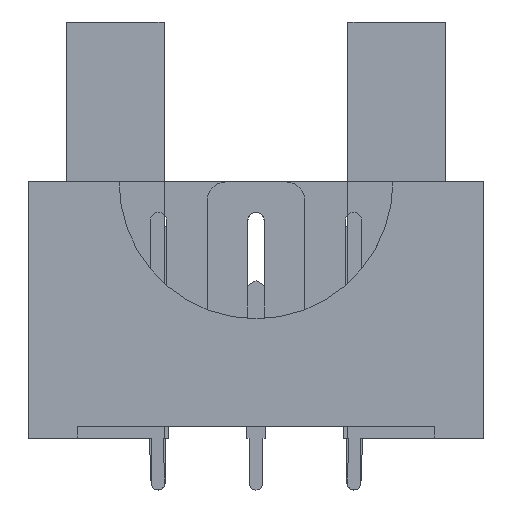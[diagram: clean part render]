
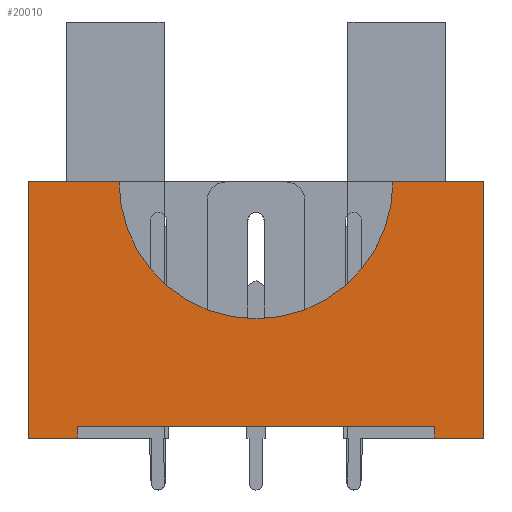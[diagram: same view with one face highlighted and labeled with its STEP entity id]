
A CAD part, front view. The second image highlights one B-rep face of the part: STEP entity #20010.
In plain terms, the highlighted planar face has unit normal (0, -1, 0).
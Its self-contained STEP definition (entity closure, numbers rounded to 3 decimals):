
#132 = ORIENTED_EDGE ( 'NONE', *, *, #8268, .T. ) ;
#140 = EDGE_CURVE ( 'NONE', #5821, #7712, #1729, .T. ) ;
#464 = EDGE_CURVE ( 'NONE', #17297, #7901, #22592, .T. ) ;
#540 = DIRECTION ( 'NONE',  ( 0., 0., -1. ) ) ;
#946 = DIRECTION ( 'NONE',  ( 0., -1., 0. ) ) ;
#1094 = FACE_OUTER_BOUND ( 'NONE', #8550, .T. ) ;
#1614 = ORIENTED_EDGE ( 'NONE', *, *, #6659, .T. ) ;
#1622 = VECTOR ( 'NONE', #5504, 1000. ) ;
#1729 = LINE ( 'NONE', #10263, #6671 ) ;
#2007 = DIRECTION ( 'NONE',  ( 1., 0., 0. ) ) ;
#2626 = ORIENTED_EDGE ( 'NONE', *, *, #6928, .F. ) ;
#2723 = EDGE_CURVE ( 'NONE', #7698, #14392, #10715, .T. ) ;
#2938 = VERTEX_POINT ( 'NONE', #11962 ) ;
#3000 = CARTESIAN_POINT ( 'NONE',  ( 9.13, -2.9, 0.6 ) ) ;
#3389 = EDGE_CURVE ( 'NONE', #8128, #17297, #12820, .T. ) ;
#4282 = VECTOR ( 'NONE', #2007, 1000. ) ;
#4499 = DIRECTION ( 'NONE',  ( 1., 0., 0. ) ) ;
#4677 = CARTESIAN_POINT ( 'NONE',  ( 0., -2.9, 6.1 ) ) ;
#4699 = CARTESIAN_POINT ( 'NONE',  ( 0., -2.9, 13.1 ) ) ;
#4909 = ORIENTED_EDGE ( 'NONE', *, *, #2723, .T. ) ;
#5504 = DIRECTION ( 'NONE',  ( 0., 0., -1. ) ) ;
#5672 = DIRECTION ( 'NONE',  ( 1., 0., 0. ) ) ;
#5821 = VERTEX_POINT ( 'NONE', #7250 ) ;
#5899 = CARTESIAN_POINT ( 'NONE',  ( -11.65, -2.9, 13.1 ) ) ;
#6249 = VECTOR ( 'NONE', #21662, 1000. ) ;
#6308 = CARTESIAN_POINT ( 'NONE',  ( -9.13, -2.9, 0. ) ) ;
#6659 = EDGE_CURVE ( 'NONE', #2938, #7698, #9723, .T. ) ;
#6671 = VECTOR ( 'NONE', #19335, 1000. ) ;
#6871 = VECTOR ( 'NONE', #14787, 1000. ) ;
#6928 = EDGE_CURVE ( 'NONE', #7901, #15641, #16235, .T. ) ;
#7250 = CARTESIAN_POINT ( 'NONE',  ( -11.65, -2.9, 0. ) ) ;
#7535 = CARTESIAN_POINT ( 'NONE',  ( 9.13, -2.9, 0. ) ) ;
#7698 = VERTEX_POINT ( 'NONE', #3000 ) ;
#7712 = VERTEX_POINT ( 'NONE', #6308 ) ;
#7765 = DIRECTION ( 'NONE',  ( 0., 0., -1. ) ) ;
#7901 = VERTEX_POINT ( 'NONE', #4677 ) ;
#7961 = VECTOR ( 'NONE', #540, 1000. ) ;
#8128 = VERTEX_POINT ( 'NONE', #21349 ) ;
#8249 = CARTESIAN_POINT ( 'NONE',  ( 11.65, -2.9, 0. ) ) ;
#8268 = EDGE_CURVE ( 'NONE', #8128, #5821, #10400, .T. ) ;
#8550 = EDGE_LOOP ( 'NONE', ( #1614, #4909, #15441, #16375, #20976, #2626, #13185, #10271, #132, #21813, #18430 ) ) ;
#8725 = CARTESIAN_POINT ( 'NONE',  ( -11.65, -2.9, 13.1 ) ) ;
#9110 = CARTESIAN_POINT ( 'NONE',  ( -9.13, -2.9, 0. ) ) ;
#9723 = LINE ( 'NONE', #18212, #12175 ) ;
#9853 = CARTESIAN_POINT ( 'NONE',  ( 9.13, -2.9, 0. ) ) ;
#9939 = PLANE ( 'NONE',  #17334 ) ;
#10263 = CARTESIAN_POINT ( 'NONE',  ( -11.65, -2.9, 0. ) ) ;
#10271 = ORIENTED_EDGE ( 'NONE', *, *, #3389, .F. ) ;
#10400 = LINE ( 'NONE', #12226, #10684 ) ;
#10684 = VECTOR ( 'NONE', #13823, 1000. ) ;
#10715 = LINE ( 'NONE', #7535, #1622 ) ;
#11153 = EDGE_CURVE ( 'NONE', #7712, #2938, #11238, .T. ) ;
#11233 = CARTESIAN_POINT ( 'NONE',  ( 0., -2.9, 13.1 ) ) ;
#11238 = LINE ( 'NONE', #9110, #6871 ) ;
#11943 = VERTEX_POINT ( 'NONE', #13247 ) ;
#11962 = CARTESIAN_POINT ( 'NONE',  ( -9.13, -2.9, 0.6 ) ) ;
#12175 = VECTOR ( 'NONE', #4499, 1000. ) ;
#12226 = CARTESIAN_POINT ( 'NONE',  ( -11.65, -2.9, 13.1 ) ) ;
#12377 = LINE ( 'NONE', #19731, #7961 ) ;
#12566 = CARTESIAN_POINT ( 'NONE',  ( -7., -2.9, 13.1 ) ) ;
#12820 = LINE ( 'NONE', #5899, #6249 ) ;
#13185 = ORIENTED_EDGE ( 'NONE', *, *, #464, .F. ) ;
#13247 = CARTESIAN_POINT ( 'NONE',  ( 11.65, -2.9, 13.1 ) ) ;
#13564 = VERTEX_POINT ( 'NONE', #8249 ) ;
#13823 = DIRECTION ( 'NONE',  ( 0., 0., -1. ) ) ;
#14324 = LINE ( 'NONE', #21339, #14771 ) ;
#14392 = VERTEX_POINT ( 'NONE', #9853 ) ;
#14771 = VECTOR ( 'NONE', #5672, 1000. ) ;
#14787 = DIRECTION ( 'NONE',  ( 0., 0., 1. ) ) ;
#14987 = DIRECTION ( 'NONE',  ( 0., 1., 0. ) ) ;
#15073 = EDGE_CURVE ( 'NONE', #14392, #13564, #14324, .T. ) ;
#15441 = ORIENTED_EDGE ( 'NONE', *, *, #15073, .T. ) ;
#15641 = VERTEX_POINT ( 'NONE', #18274 ) ;
#16087 = EDGE_CURVE ( 'NONE', #15641, #11943, #19146, .T. ) ;
#16235 = CIRCLE ( 'NONE', #17693, 7. ) ;
#16375 = ORIENTED_EDGE ( 'NONE', *, *, #18072, .F. ) ;
#16970 = DIRECTION ( 'NONE',  ( 0., 0., -1. ) ) ;
#17297 = VERTEX_POINT ( 'NONE', #12566 ) ;
#17334 = AXIS2_PLACEMENT_3D ( 'NONE', #21886, #14987, #20521 ) ;
#17693 = AXIS2_PLACEMENT_3D ( 'NONE', #4699, #946, #7765 ) ;
#18072 = EDGE_CURVE ( 'NONE', #11943, #13564, #12377, .T. ) ;
#18212 = CARTESIAN_POINT ( 'NONE',  ( 9.13, -2.9, 0.6 ) ) ;
#18256 = DIRECTION ( 'NONE',  ( 0., -1., 0. ) ) ;
#18274 = CARTESIAN_POINT ( 'NONE',  ( 7., -2.9, 13.1 ) ) ;
#18430 = ORIENTED_EDGE ( 'NONE', *, *, #11153, .T. ) ;
#19146 = LINE ( 'NONE', #8725, #4282 ) ;
#19335 = DIRECTION ( 'NONE',  ( 1., 0., 0. ) ) ;
#19731 = CARTESIAN_POINT ( 'NONE',  ( 11.65, -2.9, 13.1 ) ) ;
#20010 = ADVANCED_FACE ( 'NONE', ( #1094 ), #9939, .F. ) ;
#20521 = DIRECTION ( 'NONE',  ( 0., 0., 1. ) ) ;
#20976 = ORIENTED_EDGE ( 'NONE', *, *, #16087, .F. ) ;
#21120 = AXIS2_PLACEMENT_3D ( 'NONE', #11233, #18256, #16970 ) ;
#21339 = CARTESIAN_POINT ( 'NONE',  ( -11.65, -2.9, 0. ) ) ;
#21349 = CARTESIAN_POINT ( 'NONE',  ( -11.65, -2.9, 13.1 ) ) ;
#21662 = DIRECTION ( 'NONE',  ( 1., 0., 0. ) ) ;
#21813 = ORIENTED_EDGE ( 'NONE', *, *, #140, .T. ) ;
#21886 = CARTESIAN_POINT ( 'NONE',  ( -11.65, -2.9, 13.1 ) ) ;
#22592 = CIRCLE ( 'NONE', #21120, 7. ) ;
